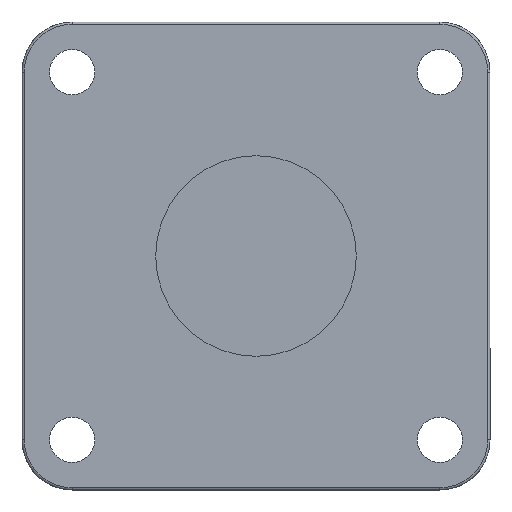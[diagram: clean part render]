
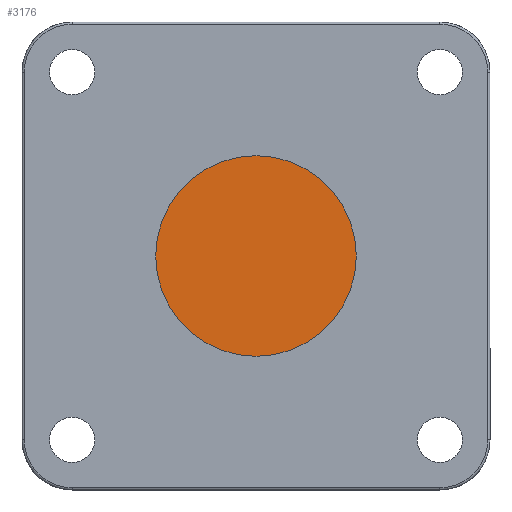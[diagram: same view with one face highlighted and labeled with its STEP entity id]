
A CAD part, front view. The second image highlights one B-rep face of the part: STEP entity #3176.
In plain terms, the highlighted planar face has unit normal (0, -1, 0).
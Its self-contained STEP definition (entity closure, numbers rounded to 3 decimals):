
#11 = CIRCLE ( 'NONE', #157, 30. ) ;
#157 = AXIS2_PLACEMENT_3D ( 'NONE', #415, #420, #430 ) ;
#381 = VERTEX_POINT ( 'NONE', #1518 ) ;
#415 = CARTESIAN_POINT ( 'NONE',  ( 0., 7., 0. ) ) ;
#420 = DIRECTION ( 'NONE',  ( 0., -1., 0. ) ) ;
#430 = DIRECTION ( 'NONE',  ( 0., 0., -1. ) ) ;
#642 = CARTESIAN_POINT ( 'NONE',  ( 0., 7., -30. ) ) ;
#650 = EDGE_CURVE ( 'NONE', #3603, #381, #2827, .T. ) ;
#979 = EDGE_LOOP ( 'NONE', ( #1993, #1189 ) ) ;
#1078 = AXIS2_PLACEMENT_3D ( 'NONE', #2454, #2474, #2498 ) ;
#1189 = ORIENTED_EDGE ( 'NONE', *, *, #3800, .T. ) ;
#1380 = DIRECTION ( 'NONE',  ( 0., 0., -1. ) ) ;
#1518 = CARTESIAN_POINT ( 'NONE',  ( 0., 7., 30. ) ) ;
#1690 = DIRECTION ( 'NONE',  ( 0., -1., 0. ) ) ;
#1933 = FACE_OUTER_BOUND ( 'NONE', #979, .T. ) ;
#1993 = ORIENTED_EDGE ( 'NONE', *, *, #650, .T. ) ;
#2015 = PLANE ( 'NONE',  #3150 ) ;
#2454 = CARTESIAN_POINT ( 'NONE',  ( 0., 7., 0. ) ) ;
#2474 = DIRECTION ( 'NONE',  ( 0., -1., 0. ) ) ;
#2498 = DIRECTION ( 'NONE',  ( 0., 0., -1. ) ) ;
#2512 = CARTESIAN_POINT ( 'NONE',  ( 0., 7., 0. ) ) ;
#2827 = CIRCLE ( 'NONE', #1078, 30. ) ;
#3150 = AXIS2_PLACEMENT_3D ( 'NONE', #2512, #1690, #1380 ) ;
#3176 = ADVANCED_FACE ( 'NONE', ( #1933 ), #2015, .T. ) ;
#3603 = VERTEX_POINT ( 'NONE', #642 ) ;
#3800 = EDGE_CURVE ( 'NONE', #381, #3603, #11, .T. ) ;
